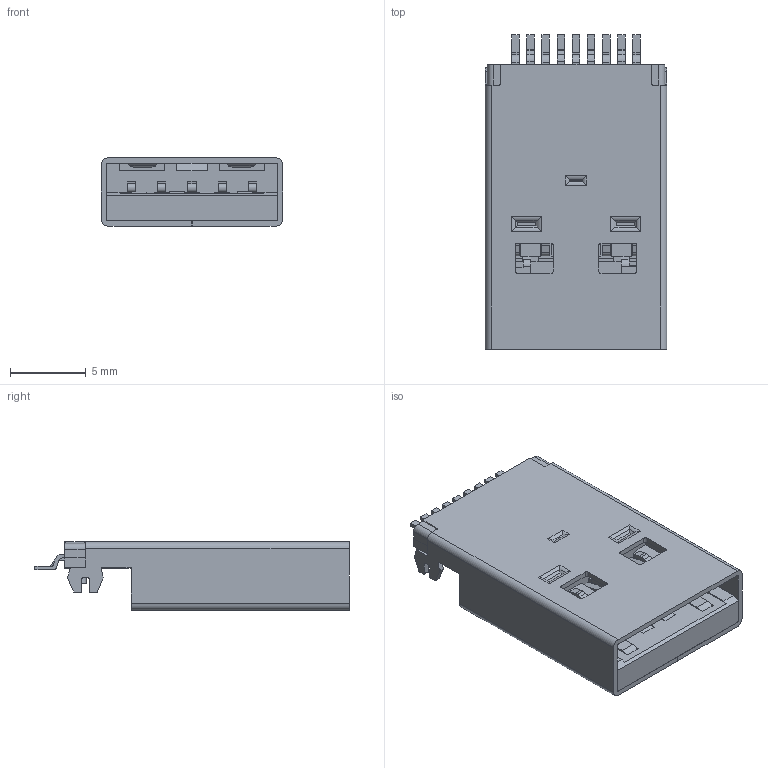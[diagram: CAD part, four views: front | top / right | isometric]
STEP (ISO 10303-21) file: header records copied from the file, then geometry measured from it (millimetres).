
FILE_DESCRIPTION(('STEP AP203'),'1');
FILE_NAME('692112030100.stp','2015-10-12T14:53:46',('TraceParts'),('TraceParts S.A.'),'Spatial InterOp 3D',' ',' ');
FILE_SCHEMA(('CONFIG_CONTROL_DESIGN'));
Length unit declared in the file: millimetre
Products named in the file (12): 1; 2; 3; 4; 5; 6; 7; 8; 9; 10; 11; 12
Bounding box: 12 x 20.75 x 4.5 mm (x, y, z)
Volume: 625.5 mm3; surface area: 2500.4 mm2
Topology: 12 solids, 12 shells, 883 faces, 2472 edges, 1618 vertices
Faces by surface type: plane 666, cylinder 217
Entity records: 28660 total; most frequent: CARTESIAN_POINT 4985, ORIENTED_EDGE 4944, DIRECTION 4680, EDGE_CURVE 2472, LINE 2054, VECTOR 2054, VERTEX_POINT 1618, AXIS2_PLACEMENT_3D 1313
